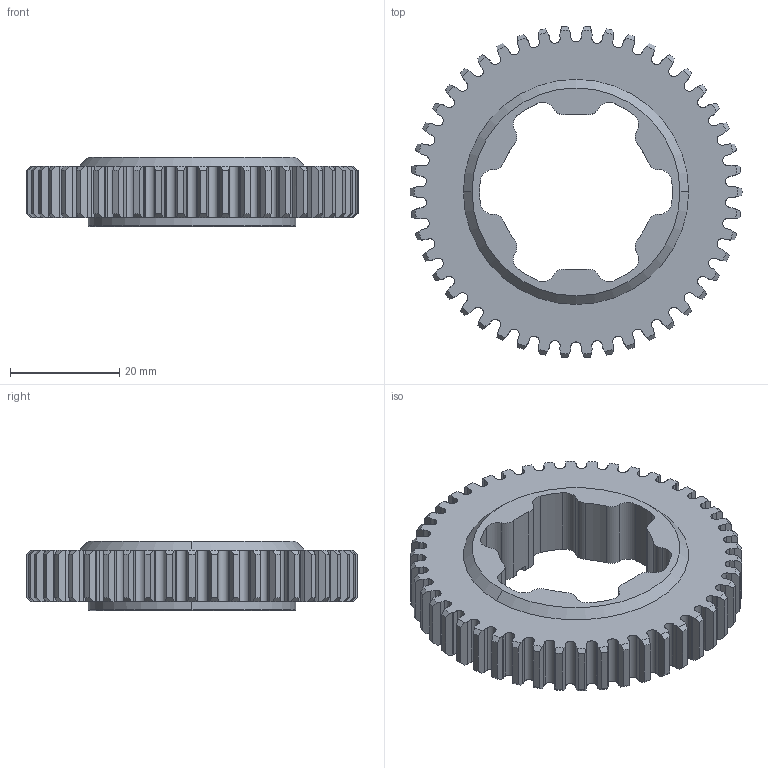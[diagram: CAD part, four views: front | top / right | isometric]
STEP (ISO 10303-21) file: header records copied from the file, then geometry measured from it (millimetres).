
FILE_DESCRIPTION (( 'STEP AP203' ), '1' );
FILE_NAME ('REV-21-3017.STEP', '2024-12-10T21:03:00', ( '' ), ( '' ), 'SwSTEP 2.0', 'SolidWorks 2022', '' );
FILE_SCHEMA (( 'CONFIG_CONTROL_DESIGN' ));
Length unit declared in the file: inch
Products named in the file (1): REV-21-3017
Bounding box: 60.86 x 60.79 x 12.7 mm (x, y, z)
Volume: 12217.6 mm3; surface area: 10514.7 mm2
Topology: 1 solids, 1 shells, 545 faces, 1615 edges, 1074 vertices
Faces by surface type: bspline 184, cylinder 158, plane 100, cone 99, torus 4
Entity records: 23858 total; most frequent: CARTESIAN_POINT 10418, ORIENTED_EDGE 3230, DIRECTION 2213, EDGE_CURVE 1615, VERTEX_POINT 1074, AXIS2_PLACEMENT_3D 791, LINE 631, VECTOR 631
